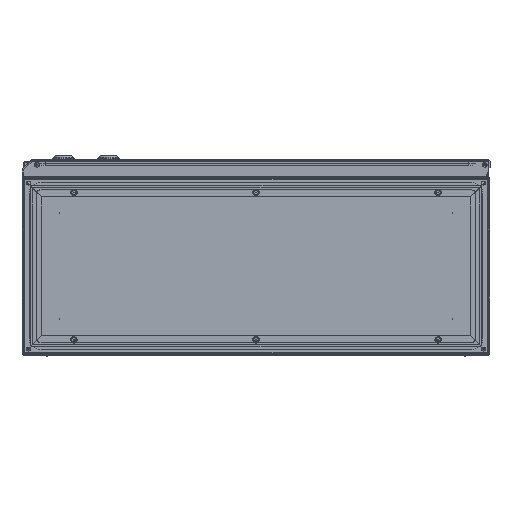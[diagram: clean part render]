
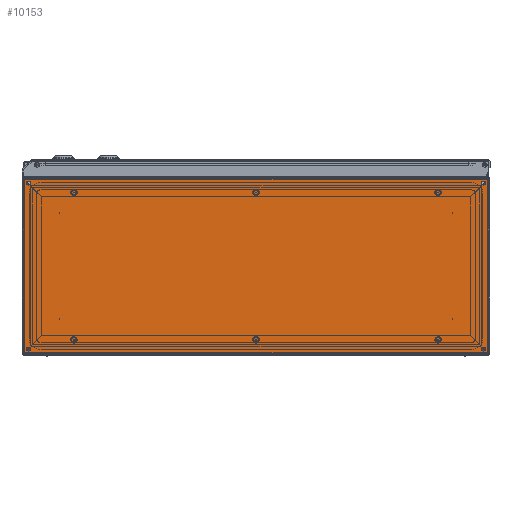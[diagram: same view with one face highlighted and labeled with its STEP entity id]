
A CAD part, front view. The second image highlights one B-rep face of the part: STEP entity #10153.
In plain terms, the highlighted face is planar.
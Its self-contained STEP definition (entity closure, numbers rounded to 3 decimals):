
#574 = VERTEX_POINT ( 'NONE', #1333 ) ;
#1274 = ORIENTED_EDGE ( 'NONE', *, *, #35992, .F. ) ;
#1333 = CARTESIAN_POINT ( 'NONE',  ( 2., 242.6, 0. ) ) ;
#1345 = FACE_BOUND ( 'NONE', #26278, .T. ) ;
#2724 = AXIS2_PLACEMENT_3D ( 'NONE', #26322, #34797, #14556 ) ;
#2784 = LINE ( 'NONE', #18145, #18320 ) ;
#2969 = CARTESIAN_POINT ( 'NONE',  ( 7., 237.6, 0. ) ) ;
#3159 = CARTESIAN_POINT ( 'NONE',  ( 644., 2., 0. ) ) ;
#3327 = CARTESIAN_POINT ( 'NONE',  ( 644.823, 242.6, 0. ) ) ;
#3851 = AXIS2_PLACEMENT_3D ( 'NONE', #11935, #23672, #17725 ) ;
#4700 = EDGE_LOOP ( 'NONE', ( #1274, #32910 ) ) ;
#4874 = CARTESIAN_POINT ( 'NONE',  ( 639., 7., 0. ) ) ;
#4978 = VERTEX_POINT ( 'NONE', #29484 ) ;
#6232 = DIRECTION ( 'NONE',  ( 0., 0., 1. ) ) ;
#6270 = AXIS2_PLACEMENT_3D ( 'NONE', #4874, #19296, #14059 ) ;
#6998 = CARTESIAN_POINT ( 'NONE',  ( 9.75, 7., 0. ) ) ;
#7089 = AXIS2_PLACEMENT_3D ( 'NONE', #2969, #6232, #32594 ) ;
#7667 = EDGE_CURVE ( 'NONE', #9607, #574, #29699, .T. ) ;
#7904 = EDGE_CURVE ( 'NONE', #19237, #17596, #24163, .T. ) ;
#7927 = CIRCLE ( 'NONE', #28785, 2.75 ) ;
#8067 = CARTESIAN_POINT ( 'NONE',  ( 639., 237.6, 0. ) ) ;
#9395 = VERTEX_POINT ( 'NONE', #22655 ) ;
#9607 = VERTEX_POINT ( 'NONE', #32466 ) ;
#9740 = EDGE_CURVE ( 'NONE', #33064, #9607, #32838, .T. ) ;
#9925 = LINE ( 'NONE', #27434, #34486 ) ;
#10107 = DIRECTION ( 'NONE',  ( 1., 0., 0. ) ) ;
#10153 = ADVANCED_FACE ( 'NONE', ( #27706, #36542, #1345, #13053, #10195 ), #37864, .F. ) ;
#10195 = FACE_OUTER_BOUND ( 'NONE', #24429, .T. ) ;
#11662 = AXIS2_PLACEMENT_3D ( 'NONE', #8067, #31357, #19784 ) ;
#11935 = CARTESIAN_POINT ( 'NONE',  ( 7., 7., 0. ) ) ;
#12203 = EDGE_CURVE ( 'NONE', #9395, #13030, #29813, .T. ) ;
#12803 = CARTESIAN_POINT ( 'NONE',  ( 644., 1.177, 0. ) ) ;
#13030 = VERTEX_POINT ( 'NONE', #6998 ) ;
#13053 = FACE_BOUND ( 'NONE', #36255, .T. ) ;
#13201 = AXIS2_PLACEMENT_3D ( 'NONE', #21309, #29998, #24186 ) ;
#13597 = CARTESIAN_POINT ( 'NONE',  ( 641.75, 7., 0. ) ) ;
#14059 = DIRECTION ( 'NONE',  ( 1., 0., 0. ) ) ;
#14306 = DIRECTION ( 'NONE',  ( 1., 0., 0. ) ) ;
#14556 = DIRECTION ( 'NONE',  ( -1., 0., 0. ) ) ;
#15071 = ORIENTED_EDGE ( 'NONE', *, *, #7667, .T. ) ;
#15856 = CARTESIAN_POINT ( 'NONE',  ( 639., 7., 0. ) ) ;
#16762 = EDGE_CURVE ( 'NONE', #28563, #33064, #9925, .T. ) ;
#17249 = ORIENTED_EDGE ( 'NONE', *, *, #9740, .T. ) ;
#17382 = VECTOR ( 'NONE', #24090, 1000. ) ;
#17596 = VERTEX_POINT ( 'NONE', #13597 ) ;
#17725 = DIRECTION ( 'NONE',  ( -1., 0., 0. ) ) ;
#18145 = CARTESIAN_POINT ( 'NONE',  ( 2., 243.423, 0. ) ) ;
#18320 = VECTOR ( 'NONE', #29901, 1000. ) ;
#18384 = DIRECTION ( 'NONE',  ( 0., 1., 0. ) ) ;
#18913 = ORIENTED_EDGE ( 'NONE', *, *, #16762, .T. ) ;
#18924 = AXIS2_PLACEMENT_3D ( 'NONE', #15856, #27622, #10107 ) ;
#19158 = ORIENTED_EDGE ( 'NONE', *, *, #22941, .F. ) ;
#19237 = VERTEX_POINT ( 'NONE', #19310 ) ;
#19296 = DIRECTION ( 'NONE',  ( 0., 0., 1. ) ) ;
#19310 = CARTESIAN_POINT ( 'NONE',  ( 636.25, 7., 0. ) ) ;
#19784 = DIRECTION ( 'NONE',  ( -1., 0., 0. ) ) ;
#20462 = CARTESIAN_POINT ( 'NONE',  ( 7., 237.6, 0. ) ) ;
#21309 = CARTESIAN_POINT ( 'NONE',  ( 7., 7., 0. ) ) ;
#21638 = DIRECTION ( 'NONE',  ( 1., 0., 0. ) ) ;
#22590 = EDGE_CURVE ( 'NONE', #17596, #19237, #31247, .T. ) ;
#22617 = CARTESIAN_POINT ( 'NONE',  ( 4.25, 237.6, 0. ) ) ;
#22655 = CARTESIAN_POINT ( 'NONE',  ( 4.25, 7., 0. ) ) ;
#22941 = EDGE_CURVE ( 'NONE', #33489, #4978, #7927, .T. ) ;
#23484 = VERTEX_POINT ( 'NONE', #28185 ) ;
#23635 = CIRCLE ( 'NONE', #7089, 2.75 ) ;
#23672 = DIRECTION ( 'NONE',  ( 0., 0., 1. ) ) ;
#23795 = CIRCLE ( 'NONE', #29992, 2.75 ) ;
#23829 = CARTESIAN_POINT ( 'NONE',  ( 639., 237.6, 0. ) ) ;
#24090 = DIRECTION ( 'NONE',  ( -1., 0., 0. ) ) ;
#24163 = CIRCLE ( 'NONE', #6270, 2.75 ) ;
#24186 = DIRECTION ( 'NONE',  ( -1., 0., 0. ) ) ;
#24316 = EDGE_CURVE ( 'NONE', #4978, #33489, #26424, .T. ) ;
#24322 = VECTOR ( 'NONE', #18384, 1000. ) ;
#24429 = EDGE_LOOP ( 'NONE', ( #36087, #18913, #17249, #15071 ) ) ;
#25727 = EDGE_CURVE ( 'NONE', #32983, #23484, #23795, .T. ) ;
#26278 = EDGE_LOOP ( 'NONE', ( #26699, #34179 ) ) ;
#26322 = CARTESIAN_POINT ( 'NONE',  ( 0., 0., 0. ) ) ;
#26424 = CIRCLE ( 'NONE', #11662, 2.75 ) ;
#26699 = ORIENTED_EDGE ( 'NONE', *, *, #22590, .F. ) ;
#27057 = EDGE_LOOP ( 'NONE', ( #19158, #32579 ) ) ;
#27434 = CARTESIAN_POINT ( 'NONE',  ( 1.177, 2., 0. ) ) ;
#27622 = DIRECTION ( 'NONE',  ( 0., 0., 1. ) ) ;
#27706 = FACE_BOUND ( 'NONE', #4700, .T. ) ;
#27972 = EDGE_CURVE ( 'NONE', #574, #28563, #2784, .T. ) ;
#28185 = CARTESIAN_POINT ( 'NONE',  ( 9.75, 237.6, 0. ) ) ;
#28563 = VERTEX_POINT ( 'NONE', #33132 ) ;
#28785 = AXIS2_PLACEMENT_3D ( 'NONE', #23829, #35578, #32707 ) ;
#28976 = DIRECTION ( 'NONE',  ( 0., 0., 1. ) ) ;
#29484 = CARTESIAN_POINT ( 'NONE',  ( 636.25, 237.6, 0. ) ) ;
#29699 = LINE ( 'NONE', #3327, #17382 ) ;
#29813 = CIRCLE ( 'NONE', #13201, 2.75 ) ;
#29901 = DIRECTION ( 'NONE',  ( 0., -1., 0. ) ) ;
#29992 = AXIS2_PLACEMENT_3D ( 'NONE', #20462, #28976, #14306 ) ;
#29998 = DIRECTION ( 'NONE',  ( 0., 0., 1. ) ) ;
#31247 = CIRCLE ( 'NONE', #18924, 2.75 ) ;
#31357 = DIRECTION ( 'NONE',  ( 0., 0., 1. ) ) ;
#32466 = CARTESIAN_POINT ( 'NONE',  ( 644., 242.6, 0. ) ) ;
#32579 = ORIENTED_EDGE ( 'NONE', *, *, #24316, .F. ) ;
#32594 = DIRECTION ( 'NONE',  ( 1., 0., 0. ) ) ;
#32707 = DIRECTION ( 'NONE',  ( -1., 0., 0. ) ) ;
#32838 = LINE ( 'NONE', #12803, #24322 ) ;
#32910 = ORIENTED_EDGE ( 'NONE', *, *, #12203, .F. ) ;
#32983 = VERTEX_POINT ( 'NONE', #22617 ) ;
#33064 = VERTEX_POINT ( 'NONE', #3159 ) ;
#33132 = CARTESIAN_POINT ( 'NONE',  ( 2., 2., 0. ) ) ;
#33489 = VERTEX_POINT ( 'NONE', #36946 ) ;
#33966 = CIRCLE ( 'NONE', #3851, 2.75 ) ;
#34179 = ORIENTED_EDGE ( 'NONE', *, *, #7904, .F. ) ;
#34486 = VECTOR ( 'NONE', #21638, 1000. ) ;
#34508 = EDGE_CURVE ( 'NONE', #23484, #32983, #23635, .T. ) ;
#34797 = DIRECTION ( 'NONE',  ( 0., 0., -1. ) ) ;
#35578 = DIRECTION ( 'NONE',  ( 0., 0., 1. ) ) ;
#35992 = EDGE_CURVE ( 'NONE', #13030, #9395, #33966, .T. ) ;
#36087 = ORIENTED_EDGE ( 'NONE', *, *, #27972, .T. ) ;
#36255 = EDGE_LOOP ( 'NONE', ( #37608, #37428 ) ) ;
#36542 = FACE_BOUND ( 'NONE', #27057, .T. ) ;
#36946 = CARTESIAN_POINT ( 'NONE',  ( 641.75, 237.6, 0. ) ) ;
#37428 = ORIENTED_EDGE ( 'NONE', *, *, #25727, .F. ) ;
#37608 = ORIENTED_EDGE ( 'NONE', *, *, #34508, .F. ) ;
#37864 = PLANE ( 'NONE',  #2724 ) ;
